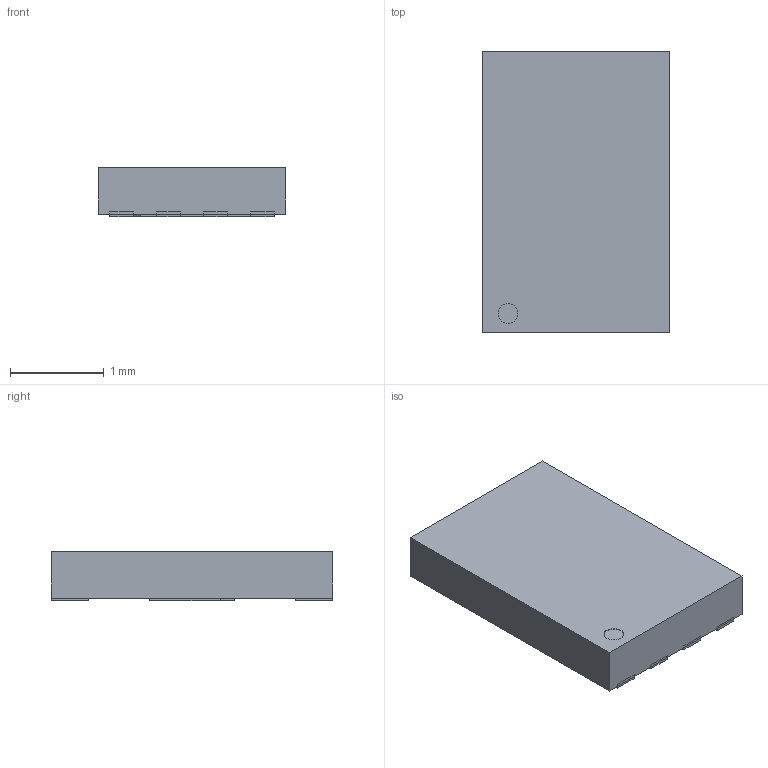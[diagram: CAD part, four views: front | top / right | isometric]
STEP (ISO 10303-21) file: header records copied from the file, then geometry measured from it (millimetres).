
FILE_DESCRIPTION (( 'STEP AP214' ), '1' );
FILE_NAME ('7DA4CD75-0ADD-40E3-A5CE-7FC78F9EF990.STEP', '2022-08-11T05:27:40', ( '' ), ( '' ), 'SwSTEP 2.0', 'SolidWorks 2022', '' );
FILE_SCHEMA (( 'AUTOMOTIVE_DESIGN' ));
Length unit declared in the file: millimetre
Products named in the file (1): 7DA4CD75-0ADD-40E3-A5CE-7FC78F9EF990
Bounding box: 2 x 3 x 0.53 mm (x, y, z)
Volume: 3.1 mm3; surface area: 21.8 mm2
Topology: 10 solids, 10 shells, 64 faces, 129 edges, 86 vertices
Faces by surface type: plane 62, cylinder 2
Entity records: 2434 total; most frequent: CARTESIAN_POINT 280, DIRECTION 263, ORIENTED_EDGE 258, EDGE_CURVE 129, LINE 125, VECTOR 125, VERTEX_POINT 86, UNCERTAINTY_MEASURE_WITH_UNIT 74
